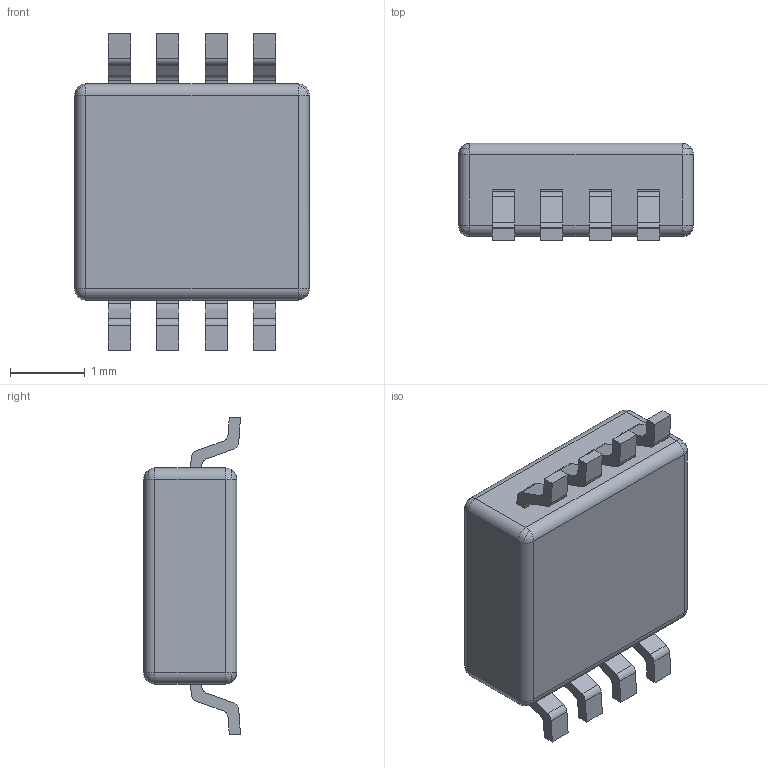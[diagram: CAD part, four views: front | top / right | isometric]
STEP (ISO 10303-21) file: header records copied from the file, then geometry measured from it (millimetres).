
FILE_DESCRIPTION (( 'STEP AP214' ), '1' );
FILE_NAME ('User Library-SSOP-8-1.STEP', '2016-01-11T18:51:10', ( 'Windows User' ), ( '' ), 'SwSTEP 2.0', 'SolidWorks 2016', '' );
FILE_SCHEMA (( 'AUTOMOTIVE_DESIGN' ));
Length unit declared in the file: millimetre
Products named in the file (1): User Library-SSOP-8-1
Bounding box: 3.15 x 1.3 x 4.25 mm (x, y, z)
Volume: 11.6 mm3; surface area: 38.8 mm2
Topology: 1 solids, 1 shells, 141 faces, 390 edges, 244 vertices
Faces by surface type: plane 79, cylinder 46, bspline 16
Entity records: 6145 total; most frequent: CARTESIAN_POINT 1000, DIRECTION 750, ORIENTED_EDGE 748, EDGE_CURVE 374, AXIS2_PLACEMENT_3D 250, VECTOR 250, LINE 250, VERTEX_POINT 244
